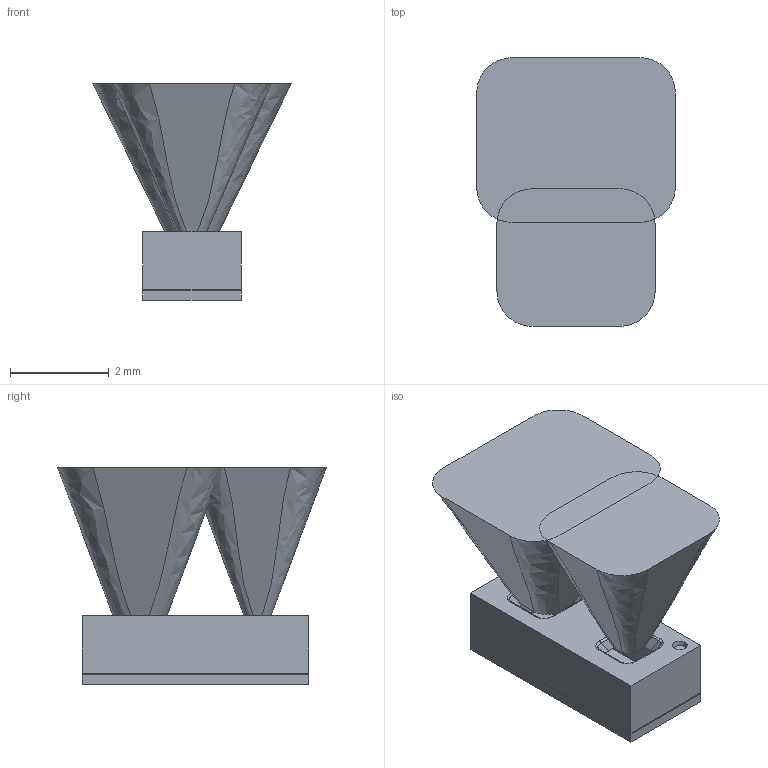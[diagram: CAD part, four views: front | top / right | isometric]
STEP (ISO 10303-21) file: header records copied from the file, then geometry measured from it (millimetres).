
FILE_DESCRIPTION (( 'STEP AP214' ), '1' );
FILE_NAME ('TMF8821_8828_FoI_FoV_v2.STEP', '2022-10-25T13:22:38', ( '' ), ( '' ), 'SwSTEP 2.0', 'SolidWorks 2020', '' );
FILE_SCHEMA (( 'AUTOMOTIVE_DESIGN' ));
Length unit declared in the file: millimetre
Products named in the file (7): Lid attach glue_V14_Standard; SBS TRACEPRO; Lid_V14_Standard; ODG FoI; Bedwell_V12_TRACEPRO; ODG FoV_4x4_8x8 zone; TMF8821_8828_FoI_FoV_v2
Assembly tree (6 placements, depth 3):
  TMF8821_8828_FoI_FoV_v2
    Bedwell_V12_TRACEPRO
      Lid_V14_Standard
      Lid attach glue_V14_Standard
      SBS TRACEPRO
    ODG FoV_4x4_8x8 zone
    ODG FoI
Bounding box: 4.03 x 5.45 x 4.4 mm (x, y, z)
Volume: 34.9 mm3; surface area: 145.7 mm2
Topology: 7 solids, 7 shells, 182 faces, 444 edges, 290 vertices
Faces by surface type: plane 142, bspline 22, cylinder 16, cone 2
Entity records: 5958 total; most frequent: CARTESIAN_POINT 1616, ORIENTED_EDGE 888, DIRECTION 742, EDGE_CURVE 444, VECTOR 350, LINE 350, VERTEX_POINT 290, EDGE_LOOP 202
